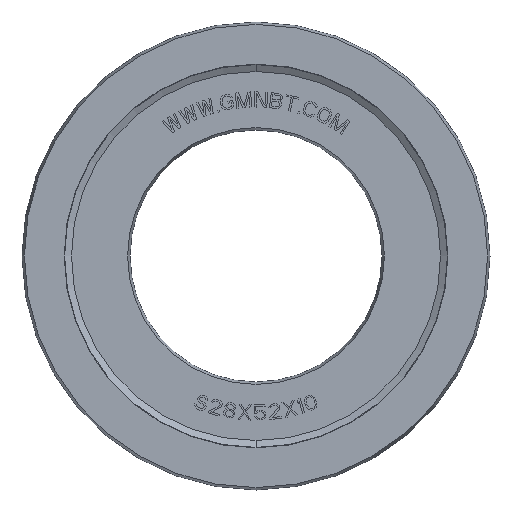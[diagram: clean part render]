
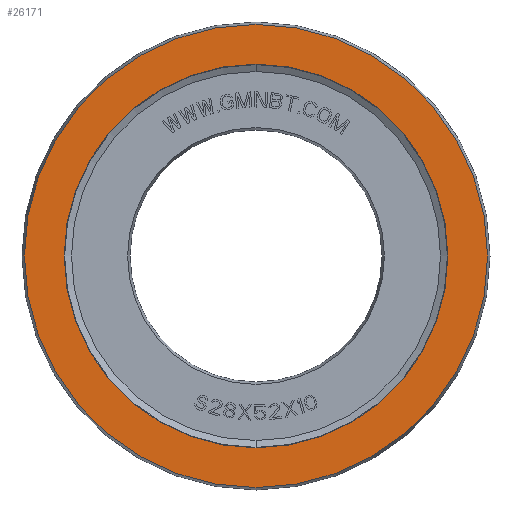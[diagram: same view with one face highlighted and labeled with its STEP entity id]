
A CAD part, front view. The second image highlights one B-rep face of the part: STEP entity #26171.
In plain terms, the highlighted planar face has unit normal (0, -1, 0).
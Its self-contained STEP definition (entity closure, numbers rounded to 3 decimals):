
#25444=CARTESIAN_POINT('',(0.,-5.,0.));
#25445=DIRECTION('',(0.,1.,0.));
#25446=DIRECTION('',(0.,0.,-1.));
#25447=AXIS2_PLACEMENT_3D('',#25444,#25445,#25446);
#25452=CARTESIAN_POINT('',(0.,-5.,0.));
#25453=DIRECTION('',(0.,-1.,0.));
#25454=DIRECTION('',(0.,0.,-1.));
#25455=AXIS2_PLACEMENT_3D('',#25452,#25453,#25454);
#25467=CARTESIAN_POINT('',(0.,-5.,0.));
#25468=DIRECTION('',(0.,-1.,0.));
#25469=DIRECTION('',(0.,0.,-1.));
#25470=AXIS2_PLACEMENT_3D('',#25467,#25468,#25469);
#25482=CARTESIAN_POINT('',(0.,-5.,0.));
#25483=DIRECTION('',(0.,1.,0.));
#25484=DIRECTION('',(0.,0.,-1.));
#25485=AXIS2_PLACEMENT_3D('',#25482,#25483,#25484);
#25848=CARTESIAN_POINT('',(0.,-5.,-21.316));
#25849=VERTEX_POINT('',#25848);
#25850=CARTESIAN_POINT('',(0.,-5.,-25.732));
#25852=VERTEX_POINT('',#25850);
#25892=CARTESIAN_POINT('',(0.,-5.,21.316));
#25893=VERTEX_POINT('',#25892);
#25894=CARTESIAN_POINT('',(0.,-5.,25.732));
#25896=VERTEX_POINT('',#25894);
#26156=CARTESIAN_POINT('',(0.,-5.,0.));
#26157=DIRECTION('',(0.,1.,0.));
#26158=DIRECTION('',(0.,0.,-1.));
#26159=AXIS2_PLACEMENT_3D('',#26156,#26157,#26158);
#26160=PLANE('',#26159);
#26162=ORIENTED_EDGE('',*,*,#26161,.F.);
#26164=ORIENTED_EDGE('',*,*,#26163,.T.);
#26165=EDGE_LOOP('',(#26162,#26164));
#26166=FACE_OUTER_BOUND('',#26165,.F.);
#26167=ORIENTED_EDGE('',*,*,#26149,.F.);
#26168=ORIENTED_EDGE('',*,*,#26138,.T.);
#26169=EDGE_LOOP('',(#26167,#26168));
#26170=FACE_BOUND('',#26169,.F.);
#25448=CIRCLE('',#25447,21.316);
#25456=CIRCLE('',#25455,21.316);
#25471=CIRCLE('',#25470,25.732);
#25486=CIRCLE('',#25485,25.732);
#26138=EDGE_CURVE('',#25849,#25893,#25456,.T.);
#26149=EDGE_CURVE('',#25849,#25893,#25448,.T.);
#26161=EDGE_CURVE('',#25852,#25896,#25471,.T.);
#26163=EDGE_CURVE('',#25852,#25896,#25486,.T.);
#26171=ADVANCED_FACE('',(#26166,#26170),#26160,.F.);
